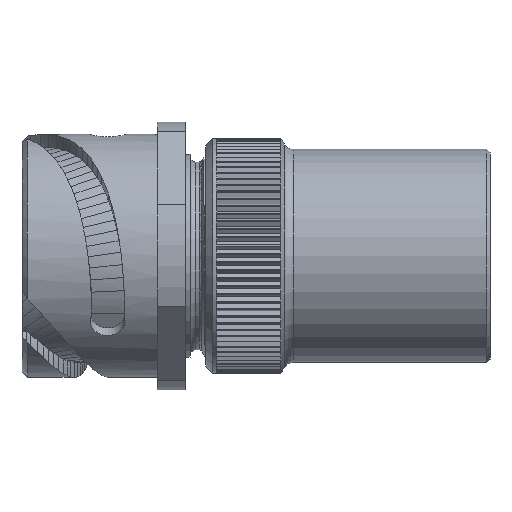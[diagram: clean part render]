
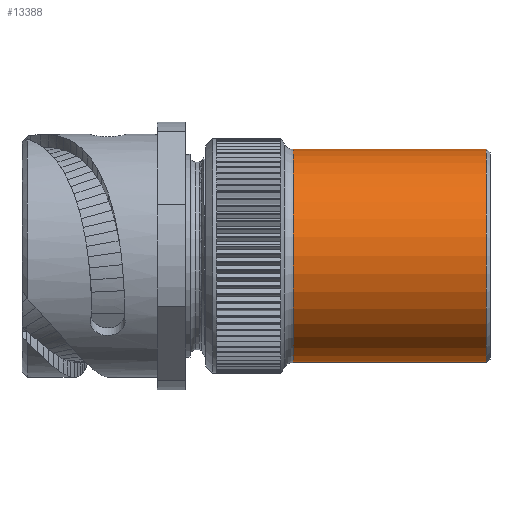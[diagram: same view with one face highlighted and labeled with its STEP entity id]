
A CAD part, top view. The second image highlights one B-rep face of the part: STEP entity #13388.
In plain terms, the highlighted cylindrical face has radius 15 mm (diameter 30 mm), a partial arc.
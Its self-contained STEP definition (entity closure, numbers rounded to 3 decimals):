
#45=CARTESIAN_POINT('',(39.5,0.,0.));
#46=DIRECTION('',(1.,0.,0.));
#47=DIRECTION('',(0.,1.,0.));
#48=AXIS2_PLACEMENT_3D('',#45,#46,#47);
#50=DIRECTION('',(-1.,0.,0.));
#51=VECTOR('',#50,27.168);
#52=CARTESIAN_POINT('',(39.5,15.,0.));
#53=LINE('1128',#52,#51);
#54=DIRECTION('',(-1.,0.,0.));
#55=VECTOR('',#54,27.168);
#56=CARTESIAN_POINT('',(39.5,-15.,0.));
#57=LINE('1130',#56,#55);
#78=CARTESIAN_POINT('',(12.332,0.,0.));
#79=DIRECTION('',(1.,0.,0.));
#80=DIRECTION('',(0.,1.,0.));
#81=AXIS2_PLACEMENT_3D('',#78,#79,#80);
#10712=CARTESIAN_POINT('',(39.5,15.,0.));
#10713=CARTESIAN_POINT('',(12.332,15.,0.));
#10714=VERTEX_POINT('',#10712);
#10715=VERTEX_POINT('',#10713);
#10720=CARTESIAN_POINT('',(39.5,-15.,0.));
#10721=CARTESIAN_POINT('',(12.332,-15.,0.));
#10722=VERTEX_POINT('',#10720);
#10723=VERTEX_POINT('',#10721);
#13374=CARTESIAN_POINT('',(-2.,0.,0.));
#13375=DIRECTION('',(1.,0.,0.));
#13376=DIRECTION('',(0.,-1.,0.));
#13377=AXIS2_PLACEMENT_3D('',#13374,#13375,#13376);
#13378=CYLINDRICAL_SURFACE('246',#13377,15.);
#13380=ORIENTED_EDGE('1128',*,*,#13379,.F.);
#13381=ORIENTED_EDGE('1177',*,*,#13362,.T.);
#13383=ORIENTED_EDGE('1130',*,*,#13382,.T.);
#13385=ORIENTED_EDGE('1170',*,*,#13384,.F.);
#13386=EDGE_LOOP('246',(#13380,#13381,#13383,#13385));
#13387=FACE_OUTER_BOUND('246',#13386,.F.);
#49=CIRCLE('1177',#48,15.);
#82=CIRCLE('1170',#81,15.);
#13362=EDGE_CURVE('1177',#10714,#10722,#49,.T.);
#13379=EDGE_CURVE('1128',#10714,#10715,#53,.T.);
#13382=EDGE_CURVE('1130',#10722,#10723,#57,.T.);
#13384=EDGE_CURVE('1170',#10715,#10723,#82,.T.);
#13388=ADVANCED_FACE('246',(#13387),#13378,.T.);
